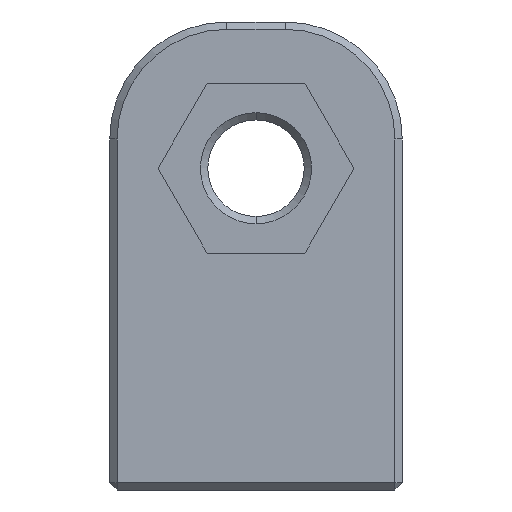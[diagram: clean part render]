
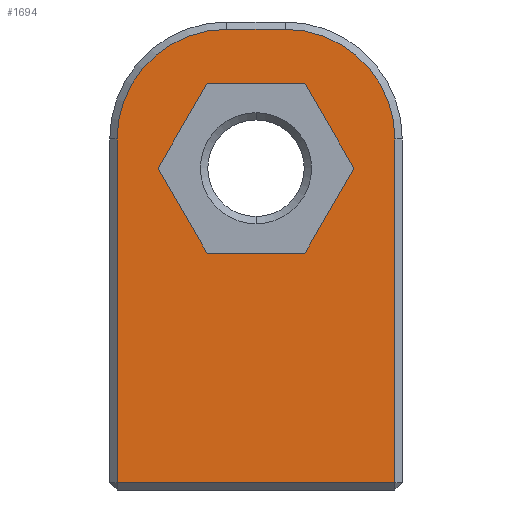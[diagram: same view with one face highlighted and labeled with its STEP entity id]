
A CAD part, front view. The second image highlights one B-rep face of the part: STEP entity #1694.
In plain terms, the highlighted planar face has unit normal (0, -1, 0).
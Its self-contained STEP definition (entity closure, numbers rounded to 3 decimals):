
#47 = DIRECTION ( 'NONE',  ( 0., 0., 1. ) ) ;
#48 = FACE_OUTER_BOUND ( 'NONE', #2079, .T. ) ;
#54 = VERTEX_POINT ( 'NONE', #1108 ) ;
#153 = VECTOR ( 'NONE', #207, 1000. ) ;
#172 = CIRCLE ( 'NONE', #339, 3.75 ) ;
#207 = DIRECTION ( 'NONE',  ( 1., 0., 0. ) ) ;
#247 = CARTESIAN_POINT ( 'NONE',  ( 3.349, -7.5, 11. ) ) ;
#252 = CARTESIAN_POINT ( 'NONE',  ( -1.674, -7.5, 8.1 ) ) ;
#271 = DIRECTION ( 'NONE',  ( 0., 1., 0. ) ) ;
#277 = EDGE_CURVE ( 'NONE', #1751, #1151, #1671, .T. ) ;
#339 = AXIS2_PLACEMENT_3D ( 'NONE', #1015, #1565, #47 ) ;
#343 = DIRECTION ( 'NONE',  ( 0., -1., 0. ) ) ;
#344 = CARTESIAN_POINT ( 'NONE',  ( -4.75, -7.5, 12. ) ) ;
#350 = DIRECTION ( 'NONE',  ( -1., 0., 0. ) ) ;
#358 = VECTOR ( 'NONE', #1142, 1000. ) ;
#369 = LINE ( 'NONE', #1900, #2149 ) ;
#380 = LINE ( 'NONE', #1502, #1939 ) ;
#398 = EDGE_CURVE ( 'NONE', #637, #1751, #1109, .T. ) ;
#434 = PLANE ( 'NONE',  #444 ) ;
#444 = AXIS2_PLACEMENT_3D ( 'NONE', #1844, #271, #945 ) ;
#482 = DIRECTION ( 'NONE',  ( 0., 0., 1. ) ) ;
#505 = CARTESIAN_POINT ( 'NONE',  ( -1.674, -7.5, 8.1 ) ) ;
#596 = EDGE_CURVE ( 'NONE', #54, #885, #1930, .T. ) ;
#629 = EDGE_CURVE ( 'NONE', #2145, #54, #723, .T. ) ;
#630 = EDGE_CURVE ( 'NONE', #1295, #814, #369, .T. ) ;
#637 = VERTEX_POINT ( 'NONE', #852 ) ;
#638 = LINE ( 'NONE', #870, #2227 ) ;
#688 = DIRECTION ( 'NONE',  ( 0.5, 0., -0.866 ) ) ;
#705 = CARTESIAN_POINT ( 'NONE',  ( 4.75, -7.5, 12. ) ) ;
#710 = EDGE_CURVE ( 'NONE', #814, #637, #1977, .T. ) ;
#723 = CIRCLE ( 'NONE', #2010, 3.75 ) ;
#739 = EDGE_CURVE ( 'NONE', #1556, #1295, #380, .T. ) ;
#753 = ORIENTED_EDGE ( 'NONE', *, *, #710, .F. ) ;
#763 = VERTEX_POINT ( 'NONE', #1366 ) ;
#787 = CARTESIAN_POINT ( 'NONE',  ( 3.349, -7.5, 11. ) ) ;
#814 = VERTEX_POINT ( 'NONE', #505 ) ;
#815 = VECTOR ( 'NONE', #2011, 1000. ) ;
#829 = VECTOR ( 'NONE', #1049, 1000. ) ;
#831 = CARTESIAN_POINT ( 'NONE',  ( -1.674, -7.5, 13.9 ) ) ;
#852 = CARTESIAN_POINT ( 'NONE',  ( 1.674, -7.5, 8.1 ) ) ;
#870 = CARTESIAN_POINT ( 'NONE',  ( -4.75, -7.5, 6. ) ) ;
#875 = LINE ( 'NONE', #1048, #153 ) ;
#885 = VERTEX_POINT ( 'NONE', #974 ) ;
#920 = CARTESIAN_POINT ( 'NONE',  ( 1.674, -7.5, 8.1 ) ) ;
#928 = DIRECTION ( 'NONE',  ( 1., 0., 0. ) ) ;
#945 = DIRECTION ( 'NONE',  ( 0., 0., 1. ) ) ;
#955 = DIRECTION ( 'NONE',  ( 0.5, 0., 0.866 ) ) ;
#972 = CARTESIAN_POINT ( 'NONE',  ( -4.75, -7.5, 0.25 ) ) ;
#974 = CARTESIAN_POINT ( 'NONE',  ( -1., -7.5, 15.75 ) ) ;
#984 = ORIENTED_EDGE ( 'NONE', *, *, #1508, .T. ) ;
#1015 = CARTESIAN_POINT ( 'NONE',  ( -1., -7.5, 12. ) ) ;
#1023 = VERTEX_POINT ( 'NONE', #344 ) ;
#1048 = CARTESIAN_POINT ( 'NONE',  ( -5., -7.5, 0.25 ) ) ;
#1049 = DIRECTION ( 'NONE',  ( -1., 0., 0. ) ) ;
#1050 = VECTOR ( 'NONE', #955, 1000. ) ;
#1108 = CARTESIAN_POINT ( 'NONE',  ( 1., -7.5, 15.75 ) ) ;
#1109 = LINE ( 'NONE', #920, #1050 ) ;
#1142 = DIRECTION ( 'NONE',  ( -0.5, 0., 0.866 ) ) ;
#1145 = EDGE_CURVE ( 'NONE', #885, #1023, #172, .T. ) ;
#1151 = VERTEX_POINT ( 'NONE', #1552 ) ;
#1220 = EDGE_CURVE ( 'NONE', #1023, #2169, #638, .T. ) ;
#1223 = CARTESIAN_POINT ( 'NONE',  ( 1., -7.5, 12. ) ) ;
#1251 = ORIENTED_EDGE ( 'NONE', *, *, #1145, .T. ) ;
#1252 = CARTESIAN_POINT ( 'NONE',  ( -5., -7.5, 15.75 ) ) ;
#1290 = ORIENTED_EDGE ( 'NONE', *, *, #629, .T. ) ;
#1295 = VERTEX_POINT ( 'NONE', #1832 ) ;
#1366 = CARTESIAN_POINT ( 'NONE',  ( 4.75, -7.5, 0.25 ) ) ;
#1406 = ORIENTED_EDGE ( 'NONE', *, *, #596, .T. ) ;
#1475 = CARTESIAN_POINT ( 'NONE',  ( 4.75, -7.5, 6. ) ) ;
#1490 = ORIENTED_EDGE ( 'NONE', *, *, #630, .F. ) ;
#1502 = CARTESIAN_POINT ( 'NONE',  ( -1.674, -7.5, 13.9 ) ) ;
#1508 = EDGE_CURVE ( 'NONE', #763, #2145, #1652, .T. ) ;
#1530 = EDGE_CURVE ( 'NONE', #1151, #1556, #2206, .T. ) ;
#1552 = CARTESIAN_POINT ( 'NONE',  ( 1.674, -7.5, 13.9 ) ) ;
#1556 = VERTEX_POINT ( 'NONE', #831 ) ;
#1558 = DIRECTION ( 'NONE',  ( 0., 0., -1. ) ) ;
#1565 = DIRECTION ( 'NONE',  ( 0., -1., 0. ) ) ;
#1603 = ORIENTED_EDGE ( 'NONE', *, *, #277, .F. ) ;
#1633 = ORIENTED_EDGE ( 'NONE', *, *, #739, .F. ) ;
#1649 = FACE_BOUND ( 'NONE', #1904, .T. ) ;
#1652 = LINE ( 'NONE', #1475, #815 ) ;
#1671 = LINE ( 'NONE', #787, #358 ) ;
#1687 = EDGE_CURVE ( 'NONE', #2169, #763, #875, .T. ) ;
#1692 = ORIENTED_EDGE ( 'NONE', *, *, #1530, .F. ) ;
#1694 = ADVANCED_FACE ( 'NONE', ( #48, #1649 ), #434, .F. ) ;
#1751 = VERTEX_POINT ( 'NONE', #247 ) ;
#1758 = VECTOR ( 'NONE', #928, 1000. ) ;
#1792 = ORIENTED_EDGE ( 'NONE', *, *, #1220, .T. ) ;
#1825 = ORIENTED_EDGE ( 'NONE', *, *, #1687, .T. ) ;
#1832 = CARTESIAN_POINT ( 'NONE',  ( -3.349, -7.5, 11. ) ) ;
#1844 = CARTESIAN_POINT ( 'NONE',  ( -5., -7.5, 6. ) ) ;
#1845 = DIRECTION ( 'NONE',  ( -0.5, 0., -0.866 ) ) ;
#1900 = CARTESIAN_POINT ( 'NONE',  ( -3.349, -7.5, 11. ) ) ;
#1904 = EDGE_LOOP ( 'NONE', ( #1603, #2168, #753, #1490, #1633, #1692 ) ) ;
#1930 = LINE ( 'NONE', #1252, #829 ) ;
#1939 = VECTOR ( 'NONE', #1845, 1000. ) ;
#1977 = LINE ( 'NONE', #252, #1758 ) ;
#2010 = AXIS2_PLACEMENT_3D ( 'NONE', #1223, #343, #482 ) ;
#2011 = DIRECTION ( 'NONE',  ( 0., 0., 1. ) ) ;
#2079 = EDGE_LOOP ( 'NONE', ( #1251, #1792, #1825, #984, #1290, #1406 ) ) ;
#2084 = CARTESIAN_POINT ( 'NONE',  ( 1.674, -7.5, 13.9 ) ) ;
#2145 = VERTEX_POINT ( 'NONE', #705 ) ;
#2149 = VECTOR ( 'NONE', #688, 1000. ) ;
#2168 = ORIENTED_EDGE ( 'NONE', *, *, #398, .F. ) ;
#2169 = VERTEX_POINT ( 'NONE', #972 ) ;
#2171 = VECTOR ( 'NONE', #350, 1000. ) ;
#2206 = LINE ( 'NONE', #2084, #2171 ) ;
#2227 = VECTOR ( 'NONE', #1558, 1000. ) ;
